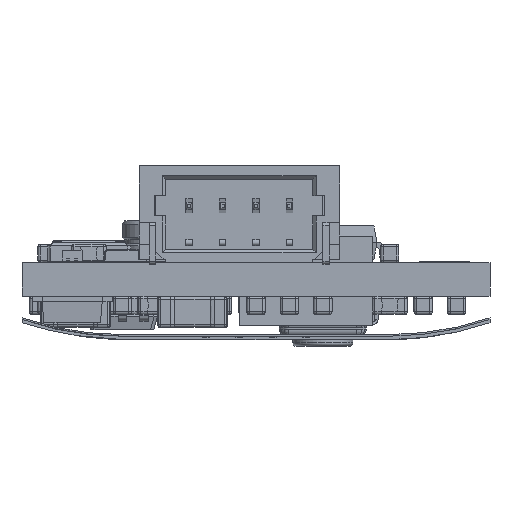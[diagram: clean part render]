
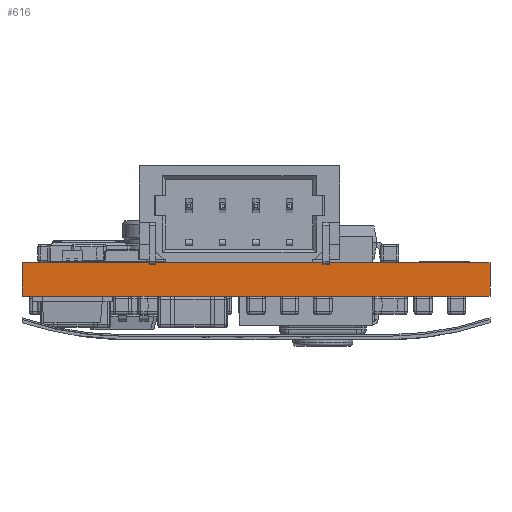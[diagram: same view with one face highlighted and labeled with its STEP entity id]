
A CAD part, front view. The second image highlights one B-rep face of the part: STEP entity #616.
In plain terms, the highlighted free-form (B-spline) face has degree [1, 1] with [2, 2] control points.
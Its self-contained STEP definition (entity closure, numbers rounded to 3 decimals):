
#41 = VERTEX_POINT('',#42);
#42 = CARTESIAN_POINT('',(6.343,0.,0.));
#47 = EDGE_CURVE('',#48,#41,#50,.T.);
#48 = VERTEX_POINT('',#49);
#49 = CARTESIAN_POINT('',(-6.343,0.,0.));
#50 = B_SPLINE_CURVE_WITH_KNOTS('',1,(#51,#52),.UNSPECIFIED.,.F.,.F.,(2,
    2),(0.,14.),.PIECEWISE_BEZIER_KNOTS.);
#51 = CARTESIAN_POINT('',(-6.343,0.,0.));
#52 = CARTESIAN_POINT('',(6.343,0.,0.));
#192 = VERTEX_POINT('',#193);
#193 = CARTESIAN_POINT('',(-6.343,0.,
    0.906));
#198 = EDGE_CURVE('',#192,#199,#201,.T.);
#199 = VERTEX_POINT('',#200);
#200 = CARTESIAN_POINT('',(6.343,0.,
    0.906));
#201 = B_SPLINE_CURVE_WITH_KNOTS('',1,(#202,#203),.UNSPECIFIED.,.F.,.F.,
  (2,2),(0.,14.),.PIECEWISE_BEZIER_KNOTS.);
#202 = CARTESIAN_POINT('',(-6.343,0.,
    0.906));
#203 = CARTESIAN_POINT('',(6.343,0.,
    0.906));
#607 = EDGE_CURVE('',#41,#199,#608,.T.);
#608 = B_SPLINE_CURVE_WITH_KNOTS('',1,(#609,#610),.UNSPECIFIED.,.F.,.F.,
  (2,2),(0.,1.),.PIECEWISE_BEZIER_KNOTS.);
#609 = CARTESIAN_POINT('',(6.343,0.,0.));
#610 = CARTESIAN_POINT('',(6.343,0.,
    0.906));
#616 = ADVANCED_FACE('',(#617),#627,.T.);
#617 = FACE_BOUND('',#618,.T.);
#618 = EDGE_LOOP('',(#619,#620,#621,#622));
#619 = ORIENTED_EDGE('',*,*,#47,.T.);
#620 = ORIENTED_EDGE('',*,*,#607,.T.);
#621 = ORIENTED_EDGE('',*,*,#198,.F.);
#622 = ORIENTED_EDGE('',*,*,#623,.F.);
#623 = EDGE_CURVE('',#48,#192,#624,.T.);
#624 = B_SPLINE_CURVE_WITH_KNOTS('',1,(#625,#626),.UNSPECIFIED.,.F.,.F.,
  (2,2),(0.,1.),.PIECEWISE_BEZIER_KNOTS.);
#625 = CARTESIAN_POINT('',(-6.343,0.,0.));
#626 = CARTESIAN_POINT('',(-6.343,0.,
    0.906));
#627 = B_SPLINE_SURFACE_WITH_KNOTS('',1,1,(
    (#628,#629)
    ,(#630,#631
  )),.UNSPECIFIED.,.F.,.F.,.F.,(2,2),(2,2),(0.,14.),(0.,1.),
  .PIECEWISE_BEZIER_KNOTS.);
#628 = CARTESIAN_POINT('',(-6.343,0.,0.));
#629 = CARTESIAN_POINT('',(-6.343,0.,
    0.906));
#630 = CARTESIAN_POINT('',(6.343,0.,0.));
#631 = CARTESIAN_POINT('',(6.343,0.,
    0.906));
